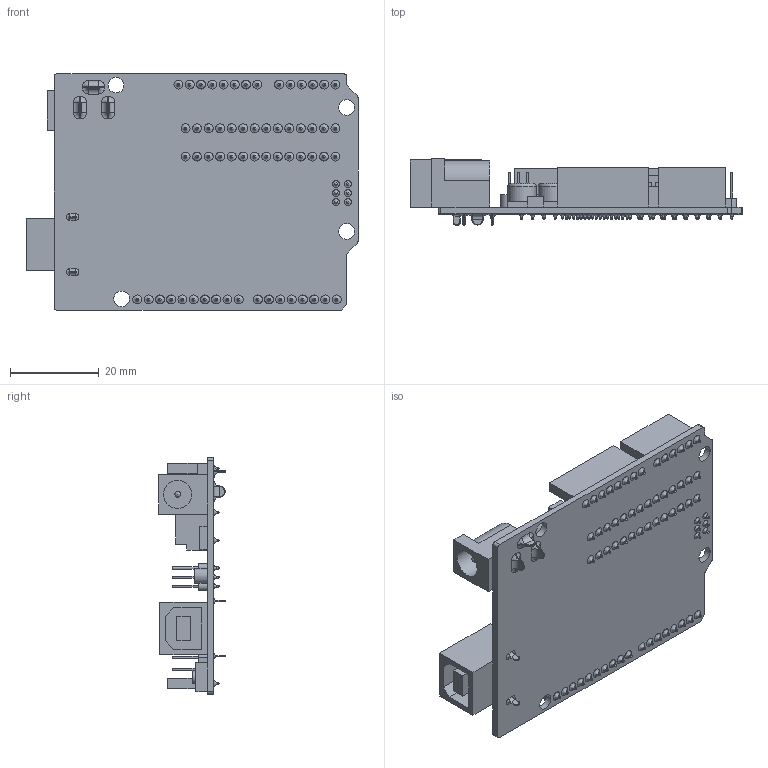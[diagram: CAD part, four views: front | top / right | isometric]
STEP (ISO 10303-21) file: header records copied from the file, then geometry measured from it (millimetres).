
FILE_DESCRIPTION(/* description */ (''),/* implementation_level */ '2;1');
FILE_NAME(/* name */ 'Arduino.ipt.stp',/* time_stamp */ '2014-02-19T20:10:33-05:00',/* author */ ('Spooner'),/* organization */ (''),/* preprocessor_version */ 'ST-DEVELOPER v15.2',/* originating_system */ 'Autodesk Inventor 2014',/* authorisation */ '');
FILE_SCHEMA (('AUTOMOTIVE_DESIGN { 1 0 10303 214 3 1 1 }'));
Length unit declared in the file: inch
Products named in the file (1): Arduino
Bounding box: 74.93 x 14.99 x 53.34 mm (x, y, z)
Volume: 12325.1 mm3; surface area: 13296 mm2
Topology: 1 solids, 1 shells, 840 faces, 2002 edges, 1234 vertices
Faces by surface type: plane 545, cylinder 134, torus 94, cone 66, sphere 1
Full cylindrical faces by diameter (mm): 0.508 x78, 1.27 x1, 2.794 x1, 3.556 x4, 6.35 x3
Entity records: 22812 total; most frequent: DIRECTION 3776, CARTESIAN_POINT 3719, ORIENTED_EDGE 3424, EDGE_CURVE 1712, LINE 1330, VECTOR 1330, AXIS2_PLACEMENT_3D 1223, VERTEX_POINT 1166
